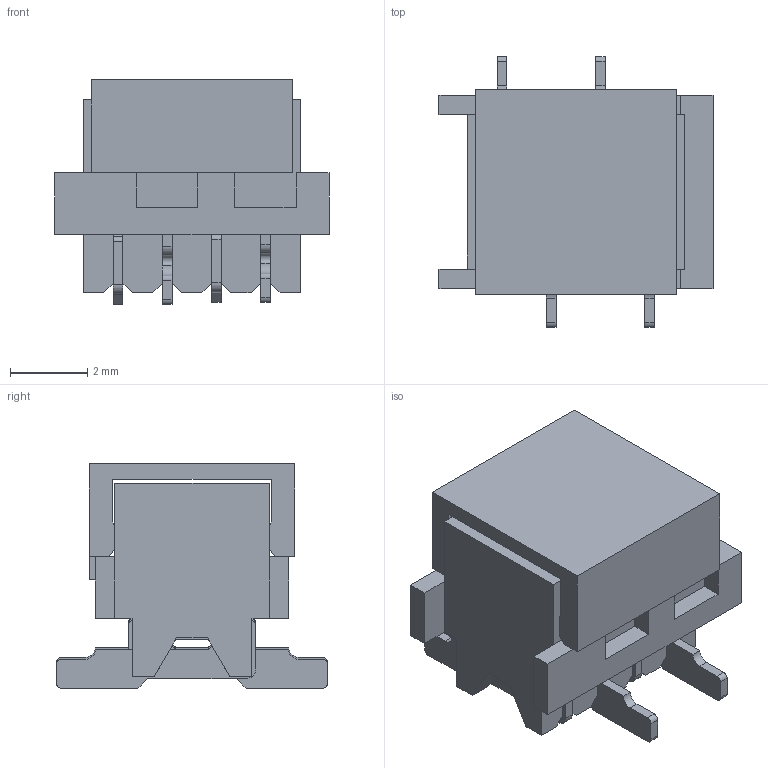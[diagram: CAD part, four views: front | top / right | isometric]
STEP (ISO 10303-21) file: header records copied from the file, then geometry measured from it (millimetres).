
FILE_DESCRIPTION( ( 'Unknown' ), '1' );
FILE_NAME( '690367280476.stp', 'Unknown', ( 'Unknown' ), ( 'Unknown' ), 'PSStep 18.0.17', 'Unknown', ' ' );
FILE_SCHEMA( ( 'AUTOMOTIVE_DESIGN { 1 0 10303 214 1 1 1 1 }' ) );
Length unit declared in the file: millimetre
Products named in the file (4): Assem1; 690367280476; 69036728xx76_CAP; 69036728xx76_PIN
Assembly tree (6 placements, depth 2):
  Assem1
    690367280476
    69036728xx76_CAP
    69036728xx76_PIN  x4
Bounding box: 7.08 x 7 x 5.8 mm (x, y, z)
Volume: 127.2 mm3; surface area: 528.3 mm2
Topology: 6 solids, 6 shells, 385 faces, 1096 edges, 719 vertices
Faces by surface type: plane 313, cylinder 72
Entity records: 10301 total; most frequent: CARTESIAN_POINT 1463, ORIENTED_EDGE 1454, DIRECTION 1289, EDGE_CURVE 727, LINE 691, VECTOR 691, VERTEX_POINT 473, AXIS2_PLACEMENT_3D 299
